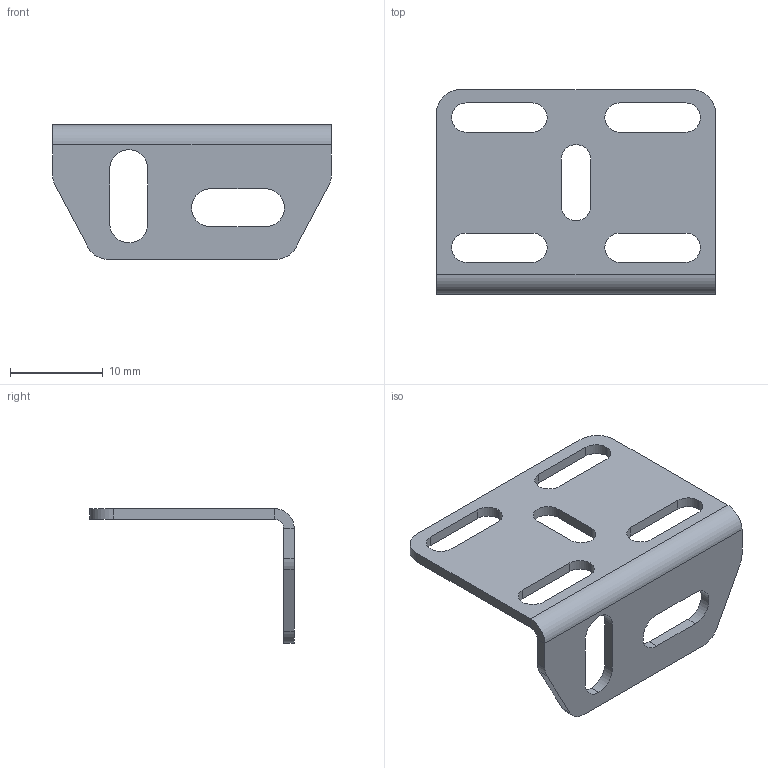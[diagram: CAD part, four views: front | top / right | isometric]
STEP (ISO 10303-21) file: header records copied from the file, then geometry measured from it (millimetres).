
FILE_DESCRIPTION (( 'STEP AP214' ), '1' );
FILE_NAME ('FBKT.STEP', '2018-06-04T20:34:09', ( '' ), ( '' ), 'SwSTEP 2.0', 'SolidWorks 2017', '' );
FILE_SCHEMA (( 'AUTOMOTIVE_DESIGN' ));
Length unit declared in the file: millimetre
Products named in the file (1): FBKT
Bounding box: 30 x 22 x 14.5 mm (x, y, z)
Volume: 890.6 mm3; surface area: 1885.2 mm2
Topology: 1 solids, 1 shells, 55 faces, 151 edges, 98 vertices
Faces by surface type: plane 28, cylinder 27
Entity records: 1817 total; most frequent: DIRECTION 317, CARTESIAN_POINT 305, ORIENTED_EDGE 302, EDGE_CURVE 151, AXIS2_PLACEMENT_3D 110, VERTEX_POINT 98, LINE 97, VECTOR 97
